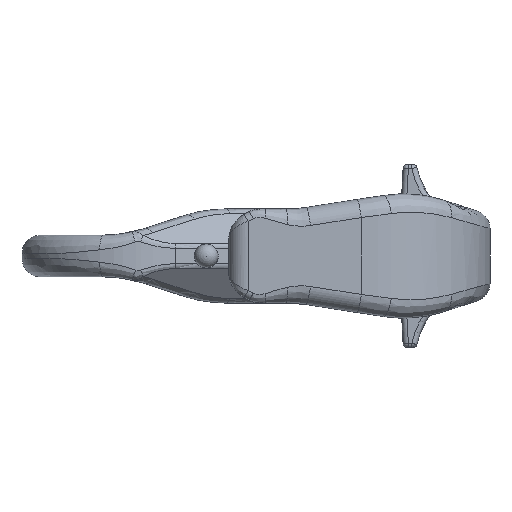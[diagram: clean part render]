
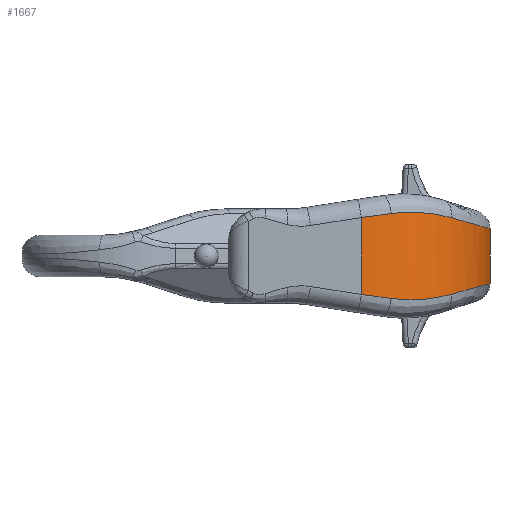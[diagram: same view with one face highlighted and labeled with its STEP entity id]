
A CAD part, front view. The second image highlights one B-rep face of the part: STEP entity #1667.
In plain terms, the highlighted cylindrical face has radius 53 mm (diameter 106 mm), a partial arc.
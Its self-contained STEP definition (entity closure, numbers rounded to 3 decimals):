
#393=LINE('',#10174,#586);
#394=LINE('',#10279,#587);
#586=VECTOR('',#7049,1.);
#587=VECTOR('',#7052,1.);
#1001=B_SPLINE_CURVE_WITH_KNOTS('',3,(#10250,#10251,#10252,#10253,#10254,
#10255,#10256,#10257,#10258,#10259,#10260,#10261),.UNSPECIFIED.,.F.,.F.,
(4,2,2,2,2,4),(0.,0.25,0.375,0.438,0.5,1.),.UNSPECIFIED.);
#1002=B_SPLINE_CURVE_WITH_KNOTS('',3,(#10264,#10265,#10266,#10267,#10268,
#10269,#10270,#10271,#10272,#10273,#10274,#10275,#10276,#10277),
 .UNSPECIFIED.,.F.,.F.,(4,2,2,2,2,2,4),(0.,0.25,0.375,
0.437,0.469,0.5,1.),.UNSPECIFIED.);
#1003=B_SPLINE_CURVE_WITH_KNOTS('',3,(#10281,#10282,#10283,#10284,#10285,
#10286,#10287,#10288,#10289,#10290,#10291,#10292,#10293,#10294),
 .UNSPECIFIED.,.F.,.F.,(4,2,2,2,2,2,4),(0.,0.25,0.375,
0.438,0.469,0.5,1.),.UNSPECIFIED.);
#1004=B_SPLINE_CURVE_WITH_KNOTS('',3,(#10296,#10297,#10298,#10299,#10300,
#10301,#10302,#10303,#10304,#10305,#10306,#10307),.UNSPECIFIED.,.F.,.F.,
(4,2,2,2,2,4),(0.,0.25,0.375,0.438,0.5,1.),.UNSPECIFIED.);
#1005=B_SPLINE_CURVE_WITH_KNOTS('',3,(#10309,#10310,#10311,#10312),
 .UNSPECIFIED.,.F.,.F.,(4,4),(0.,1.),.UNSPECIFIED.);
#1006=B_SPLINE_CURVE_WITH_KNOTS('',3,(#10313,#10314,#10315,#10316),
 .UNSPECIFIED.,.F.,.F.,(4,4),(0.,1.),.UNSPECIFIED.);
#1534=CYLINDRICAL_SURFACE('',#6634,53.);
#1667=ADVANCED_FACE('',(#2177),#1534,.T.);
#2177=FACE_OUTER_BOUND('',#2598,.T.);
#2598=EDGE_LOOP('',(#3245,#3246,#3247,#3248,#3249,#3250,#3251,#3252));
#3245=ORIENTED_EDGE('',*,*,#5721,.T.);
#3246=ORIENTED_EDGE('',*,*,#5722,.T.);
#3247=ORIENTED_EDGE('',*,*,#5723,.T.);
#3248=ORIENTED_EDGE('',*,*,#5724,.T.);
#3249=ORIENTED_EDGE('',*,*,#5725,.T.);
#3250=ORIENTED_EDGE('',*,*,#5726,.T.);
#3251=ORIENTED_EDGE('',*,*,#5712,.F.);
#3252=ORIENTED_EDGE('',*,*,#5727,.T.);
#5115=VERTEX_POINT('',#10173);
#5116=VERTEX_POINT('',#10175);
#5123=VERTEX_POINT('',#10262);
#5124=VERTEX_POINT('',#10263);
#5125=VERTEX_POINT('',#10278);
#5126=VERTEX_POINT('',#10280);
#5127=VERTEX_POINT('',#10295);
#5128=VERTEX_POINT('',#10308);
#5712=EDGE_CURVE('',#5115,#5116,#393,.T.);
#5721=EDGE_CURVE('',#5123,#5124,#1001,.T.);
#5722=EDGE_CURVE('',#5124,#5125,#1002,.T.);
#5723=EDGE_CURVE('',#5125,#5126,#394,.T.);
#5724=EDGE_CURVE('',#5126,#5127,#1003,.T.);
#5725=EDGE_CURVE('',#5127,#5128,#1004,.T.);
#5726=EDGE_CURVE('',#5128,#5116,#1005,.T.);
#5727=EDGE_CURVE('',#5115,#5123,#1006,.T.);
#6634=AXIS2_PLACEMENT_3D('',#10317,#7053,#7054);
#7049=DIRECTION('',(0.,0.,1.));
#7052=DIRECTION('',(0.,0.,1.));
#7053=DIRECTION('',(0.,0.,1.));
#7054=DIRECTION('',(-1.,0.,0.));
#10173=CARTESIAN_POINT('',(-4.693,-52.863,-14.706));
#10174=CARTESIAN_POINT('',(-4.693,-52.863,-27.));
#10175=CARTESIAN_POINT('',(-4.693,-52.863,14.706));
#10250=CARTESIAN_POINT('',(6.74,-50.762,-16.249));
#10251=CARTESIAN_POINT('',(8.687,-50.177,-16.512));
#10252=CARTESIAN_POINT('',(10.657,-49.463,-16.673));
#10253=CARTESIAN_POINT('',(13.618,-48.176,-16.763));
#10254=CARTESIAN_POINT('',(14.605,-47.711,-16.767));
#10255=CARTESIAN_POINT('',(16.083,-46.957,-16.736));
#10256=CARTESIAN_POINT('',(16.575,-46.697,-16.719));
#10257=CARTESIAN_POINT('',(17.557,-46.156,-16.672));
#10258=CARTESIAN_POINT('',(18.083,-45.854,-16.64));
#10259=CARTESIAN_POINT('',(22.149,-43.443,-16.342));
#10260=CARTESIAN_POINT('',(25.994,-40.585,-15.691));
#10261=CARTESIAN_POINT('',(29.665,-36.775,-14.656));
#10262=CARTESIAN_POINT('',(6.74,-50.762,-16.249));
#10263=CARTESIAN_POINT('',(29.665,-36.775,-14.656));
#10264=CARTESIAN_POINT('',(29.665,-36.775,-14.656));
#10265=CARTESIAN_POINT('',(32.096,-34.253,-13.97));
#10266=CARTESIAN_POINT('',(34.227,-31.54,-13.371));
#10267=CARTESIAN_POINT('',(36.96,-27.298,-12.6));
#10268=CARTESIAN_POINT('',(37.795,-25.856,-12.364));
#10269=CARTESIAN_POINT('',(38.932,-23.662,-12.043));
#10270=CARTESIAN_POINT('',(39.292,-22.926,-11.941));
#10271=CARTESIAN_POINT('',(39.803,-21.816,-11.797));
#10272=CARTESIAN_POINT('',(39.969,-21.445,-11.75));
#10273=CARTESIAN_POINT('',(40.292,-20.701,-11.659));
#10274=CARTESIAN_POINT('',(40.437,-20.355,-11.618));
#10275=CARTESIAN_POINT('',(43.2,-13.558,-10.839));
#10276=CARTESIAN_POINT('',(44.5,-6.734,-10.472));
#10277=CARTESIAN_POINT('',(44.5,0.,-10.472));
#10278=CARTESIAN_POINT('',(44.5,0.,-10.472));
#10279=CARTESIAN_POINT('',(44.5,0.,-27.));
#10280=CARTESIAN_POINT('',(44.5,0.,10.472));
#10281=CARTESIAN_POINT('',(44.5,0.,10.472));
#10282=CARTESIAN_POINT('',(44.5,-3.367,10.472));
#10283=CARTESIAN_POINT('',(44.178,-6.756,10.564));
#10284=CARTESIAN_POINT('',(43.203,-11.777,10.839));
#10285=CARTESIAN_POINT('',(42.796,-13.44,10.953));
#10286=CARTESIAN_POINT('',(42.064,-15.907,11.16));
#10287=CARTESIAN_POINT('',(41.799,-16.725,11.234));
#10288=CARTESIAN_POINT('',(41.372,-17.943,11.354));
#10289=CARTESIAN_POINT('',(41.225,-18.348,11.396));
#10290=CARTESIAN_POINT('',(40.92,-19.154,11.482));
#10291=CARTESIAN_POINT('',(40.752,-19.582,11.529));
#10292=CARTESIAN_POINT('',(38.171,-25.93,12.257));
#10293=CARTESIAN_POINT('',(34.527,-31.73,13.285));
#10294=CARTESIAN_POINT('',(29.665,-36.775,14.656));
#10295=CARTESIAN_POINT('',(29.665,-36.775,14.656));
#10296=CARTESIAN_POINT('',(29.665,-36.775,14.656));
#10297=CARTESIAN_POINT('',(27.83,-38.68,15.173));
#10298=CARTESIAN_POINT('',(25.947,-40.349,15.595));
#10299=CARTESIAN_POINT('',(23.139,-42.537,16.083));
#10300=CARTESIAN_POINT('',(22.206,-43.214,16.221));
#10301=CARTESIAN_POINT('',(20.818,-44.156,16.393));
#10302=CARTESIAN_POINT('',(20.357,-44.458,16.444));
#10303=CARTESIAN_POINT('',(19.442,-45.039,16.535));
#10304=CARTESIAN_POINT('',(19.024,-45.297,16.571));
#10305=CARTESIAN_POINT('',(14.627,-47.904,16.894));
#10306=CARTESIAN_POINT('',(10.634,-49.593,16.775));
#10307=CARTESIAN_POINT('',(6.74,-50.762,16.249));
#10308=CARTESIAN_POINT('',(6.74,-50.762,16.249));
#10309=CARTESIAN_POINT('',(6.74,-50.762,16.249));
#10310=CARTESIAN_POINT('',(3.763,-51.655,15.847));
#10311=CARTESIAN_POINT('',(-0.048,-52.529,15.333));
#10312=CARTESIAN_POINT('',(-4.693,-52.863,14.706));
#10313=CARTESIAN_POINT('',(-4.693,-52.863,-14.706));
#10314=CARTESIAN_POINT('',(-0.048,-52.529,-15.333));
#10315=CARTESIAN_POINT('',(3.763,-51.655,-15.847));
#10316=CARTESIAN_POINT('',(6.74,-50.762,-16.249));
#10317=CARTESIAN_POINT('',(-8.5,0.,-27.));
